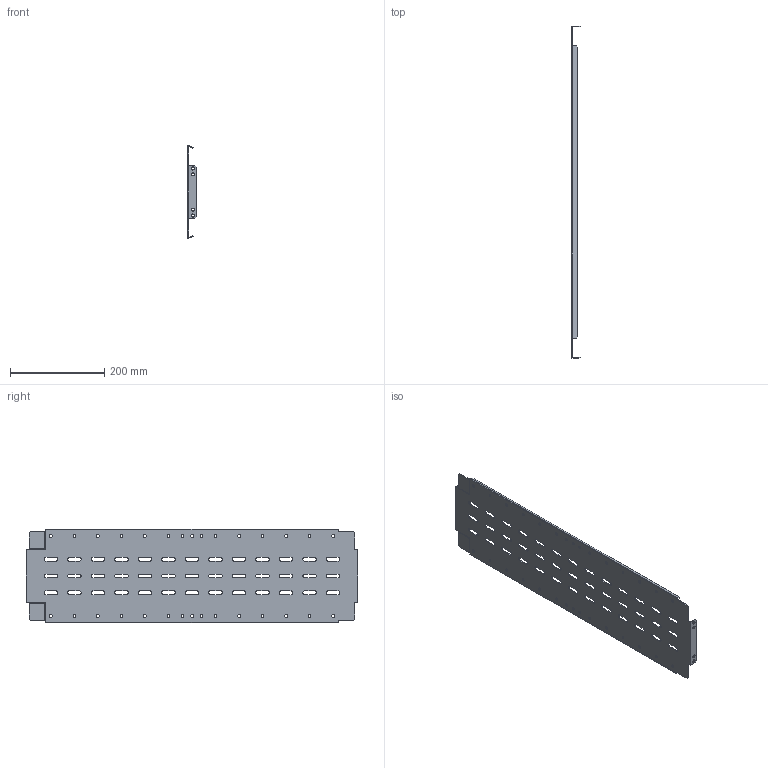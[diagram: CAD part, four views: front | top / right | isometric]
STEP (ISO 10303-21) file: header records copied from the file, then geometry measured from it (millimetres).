
FILE_DESCRIPTION (( 'STEP AP203' ), '1' );
FILE_NAME ('FO-00-SWV-020-080 FORMAT Ïåðåãîðîäêà ñåêöèîíèðîâàíèÿ âåðòèêàëüíàÿ 200õ800 IEK.STEP', '2024-07-04T12:25:46', ( '' ), ( '' ), 'SwSTEP 2.0', 'SolidWorks 2022', '' );
FILE_SCHEMA (( 'CONFIG_CONTROL_DESIGN' ));
Length unit declared in the file: millimetre
Products named in the file (1): FO-00-SWV-020-080 FORMAT Перегородка секционирования вертикальная 200х800 IEK
Bounding box: 17.5 x 705.5 x 198.93 mm (x, y, z)
Volume: 217709 mm3; surface area: 298579.3 mm2
Topology: 1 solids, 1 shells, 304 faces, 906 edges, 604 vertices
Faces by surface type: cylinder 154, plane 150
Entity records: 10699 total; most frequent: DIRECTION 1824, CARTESIAN_POINT 1815, ORIENTED_EDGE 1812, EDGE_CURVE 906, AXIS2_PLACEMENT_3D 613, VERTEX_POINT 604, VECTOR 598, LINE 598
